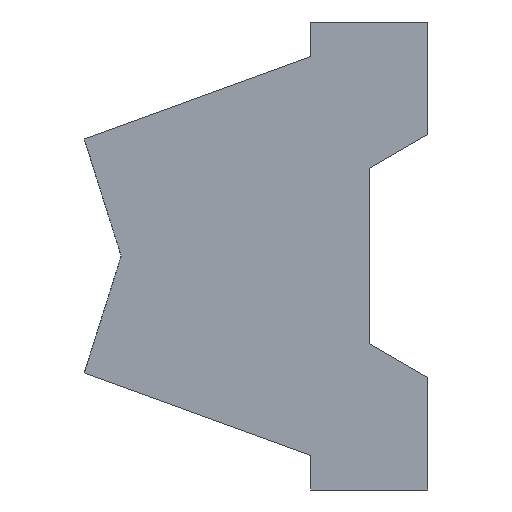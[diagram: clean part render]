
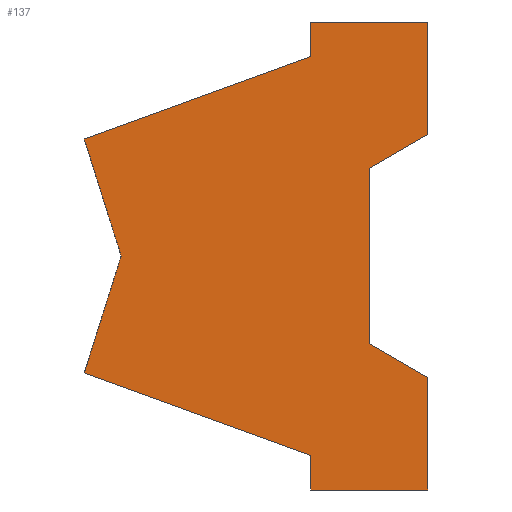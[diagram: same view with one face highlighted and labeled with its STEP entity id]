
A CAD part, left-side view. The second image highlights one B-rep face of the part: STEP entity #137.
In plain terms, the highlighted planar face has unit normal (-1, 0, 0).
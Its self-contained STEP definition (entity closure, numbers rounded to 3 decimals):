
#137 = ADVANCED_FACE( '', ( #263 ), #264, .F. );
#263 = FACE_OUTER_BOUND( '', #389, .T. );
#264 = PLANE( '', #390 );
#389 = EDGE_LOOP( '', ( #994, #995, #996, #997, #998, #999, #1000, #1001, #1002, #1003, #1004, #1005, #1006 ) );
#390 = AXIS2_PLACEMENT_3D( '', #1007, #1008, #1009 );
#994 = ORIENTED_EDGE( '', *, *, #1224, .F. );
#995 = ORIENTED_EDGE( '', *, *, #1199, .F. );
#996 = ORIENTED_EDGE( '', *, *, #1203, .F. );
#997 = ORIENTED_EDGE( '', *, *, #1205, .F. );
#998 = ORIENTED_EDGE( '', *, *, #1124, .F. );
#999 = ORIENTED_EDGE( '', *, *, #1137, .F. );
#1000 = ORIENTED_EDGE( '', *, *, #1208, .F. );
#1001 = ORIENTED_EDGE( '', *, *, #1211, .F. );
#1002 = ORIENTED_EDGE( '', *, *, #1214, .F. );
#1003 = ORIENTED_EDGE( '', *, *, #1217, .F. );
#1004 = ORIENTED_EDGE( '', *, *, #1219, .F. );
#1005 = ORIENTED_EDGE( '', *, *, #1195, .F. );
#1006 = ORIENTED_EDGE( '', *, *, #1222, .F. );
#1007 = CARTESIAN_POINT( '', ( 0., 0., 0. ) );
#1008 = DIRECTION( '', ( 1., 0., 0. ) );
#1009 = DIRECTION( '', ( 0., 0., -1. ) );
#1124 = EDGE_CURVE( '', #1419, #1421, #1422, .T. );
#1137 = EDGE_CURVE( '', #1440, #1419, #1442, .T. );
#1195 = EDGE_CURVE( '', #1513, #1515, #1516, .T. );
#1199 = EDGE_CURVE( '', #1521, #1523, #1524, .T. );
#1203 = EDGE_CURVE( '', #1528, #1521, #1530, .T. );
#1205 = EDGE_CURVE( '', #1421, #1528, #1532, .T. );
#1208 = EDGE_CURVE( '', #1535, #1440, #1537, .T. );
#1211 = EDGE_CURVE( '', #1540, #1535, #1542, .T. );
#1214 = EDGE_CURVE( '', #1545, #1540, #1547, .T. );
#1217 = EDGE_CURVE( '', #1550, #1545, #1552, .T. );
#1219 = EDGE_CURVE( '', #1515, #1550, #1554, .T. );
#1222 = EDGE_CURVE( '', #1557, #1513, #1559, .T. );
#1224 = EDGE_CURVE( '', #1523, #1557, #1561, .T. );
#1419 = VERTEX_POINT( '', #1803 );
#1421 = VERTEX_POINT( '', #1806 );
#1422 = LINE( '', #1807, #1808 );
#1440 = VERTEX_POINT( '', #1835 );
#1442 = LINE( '', #1838, #1839 );
#1513 = VERTEX_POINT( '', #1938 );
#1515 = VERTEX_POINT( '', #1941 );
#1516 = LINE( '', #1942, #1943 );
#1521 = VERTEX_POINT( '', #1950 );
#1523 = VERTEX_POINT( '', #1953 );
#1524 = LINE( '', #1954, #1955 );
#1528 = VERTEX_POINT( '', #1961 );
#1530 = LINE( '', #1964, #1965 );
#1532 = LINE( '', #1968, #1969 );
#1535 = VERTEX_POINT( '', #1973 );
#1537 = LINE( '', #1976, #1977 );
#1540 = VERTEX_POINT( '', #1981 );
#1542 = LINE( '', #1984, #1985 );
#1545 = VERTEX_POINT( '', #1989 );
#1547 = LINE( '', #1992, #1993 );
#1550 = VERTEX_POINT( '', #1997 );
#1552 = LINE( '', #2000, #2001 );
#1554 = LINE( '', #2004, #2005 );
#1557 = VERTEX_POINT( '', #2009 );
#1559 = LINE( '', #2012, #2013 );
#1561 = LINE( '', #2016, #2017 );
#1803 = CARTESIAN_POINT( '', ( 0., 7.858, 0. ) );
#1806 = CARTESIAN_POINT( '', ( 0., 8.804, 3. ) );
#1807 = CARTESIAN_POINT( '', ( 0., 7.858, 0. ) );
#1808 = VECTOR( '', #2264, 1. );
#1835 = CARTESIAN_POINT( '', ( 0., 8.804, -3. ) );
#1838 = CARTESIAN_POINT( '', ( 0., 8.804, -3. ) );
#1839 = VECTOR( '', #2281, 1. );
#1938 = CARTESIAN_POINT( '', ( 0., 1.5, 2.25 ) );
#1941 = CARTESIAN_POINT( '', ( 0., 1.5, -2.25 ) );
#1942 = CARTESIAN_POINT( '', ( 0., 1.5, 2.25 ) );
#1943 = VECTOR( '', #2395, 1. );
#1950 = CARTESIAN_POINT( '', ( 0., 3., 6. ) );
#1953 = CARTESIAN_POINT( '', ( 0., 0., 6. ) );
#1954 = CARTESIAN_POINT( '', ( 0., 3., 6. ) );
#1955 = VECTOR( '', #2399, 1. );
#1961 = CARTESIAN_POINT( '', ( 0., 3., 5.112 ) );
#1964 = CARTESIAN_POINT( '', ( 0., 3., 5.112 ) );
#1965 = VECTOR( '', #2403, 1. );
#1968 = CARTESIAN_POINT( '', ( 0., 8.804, 3. ) );
#1969 = VECTOR( '', #2405, 1. );
#1973 = CARTESIAN_POINT( '', ( 0., 3., -5.112 ) );
#1976 = CARTESIAN_POINT( '', ( 0., 3., -5.112 ) );
#1977 = VECTOR( '', #2408, 1. );
#1981 = CARTESIAN_POINT( '', ( 0., 3., -6. ) );
#1984 = CARTESIAN_POINT( '', ( 0., 3., -6. ) );
#1985 = VECTOR( '', #2411, 1. );
#1989 = CARTESIAN_POINT( '', ( 0., 0., -6. ) );
#1992 = CARTESIAN_POINT( '', ( 0., 0., -6. ) );
#1993 = VECTOR( '', #2414, 1. );
#1997 = CARTESIAN_POINT( '', ( 0., 0., -3.116 ) );
#2000 = CARTESIAN_POINT( '', ( 0., 0., -3.116 ) );
#2001 = VECTOR( '', #2417, 1. );
#2004 = CARTESIAN_POINT( '', ( 0., 1.5, -2.25 ) );
#2005 = VECTOR( '', #2419, 1. );
#2009 = CARTESIAN_POINT( '', ( 0., 0., 3.116 ) );
#2012 = CARTESIAN_POINT( '', ( 0., 0., 3.116 ) );
#2013 = VECTOR( '', #2422, 1. );
#2016 = CARTESIAN_POINT( '', ( 0., 0., 6. ) );
#2017 = VECTOR( '', #2424, 1. );
#2264 = DIRECTION( '', ( 0., 0.301, 0.954 ) );
#2281 = DIRECTION( '', ( 0., -0.301, 0.954 ) );
#2395 = DIRECTION( '', ( 0., 0., -1. ) );
#2399 = DIRECTION( '', ( 0., -1., 0. ) );
#2403 = DIRECTION( '', ( 0., 0., 1. ) );
#2405 = DIRECTION( '', ( 0., -0.94, 0.342 ) );
#2408 = DIRECTION( '', ( 0., 0.94, 0.342 ) );
#2411 = DIRECTION( '', ( 0., 0., 1. ) );
#2414 = DIRECTION( '', ( 0., 1., 0. ) );
#2417 = DIRECTION( '', ( 0., 0., -1. ) );
#2419 = DIRECTION( '', ( 0., -0.866, -0.5 ) );
#2422 = DIRECTION( '', ( 0., 0.866, -0.5 ) );
#2424 = DIRECTION( '', ( 0., 0., -1. ) );
